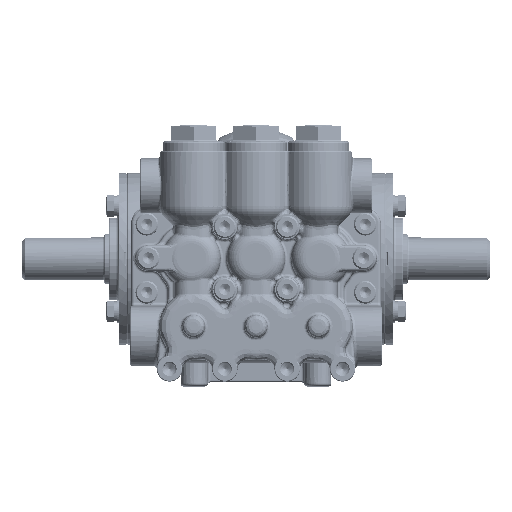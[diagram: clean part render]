
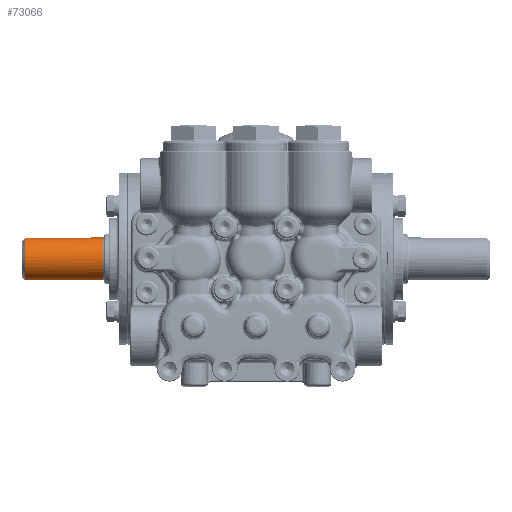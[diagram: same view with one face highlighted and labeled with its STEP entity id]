
A CAD part, top view. The second image highlights one B-rep face of the part: STEP entity #73066.
In plain terms, the highlighted cylindrical face has radius 15 mm (diameter 30 mm), a partial arc.
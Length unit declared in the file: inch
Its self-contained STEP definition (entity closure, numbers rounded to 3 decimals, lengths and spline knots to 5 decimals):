
#4540 = VECTOR ( 'NONE', #144161, 39.37008 ) ;
#4711 = CARTESIAN_POINT ( 'NONE',  ( -4.72441, 0.56917, 0.15748 ) ) ;
#5710 = VERTEX_POINT ( 'NONE', #194855 ) ;
#12650 = VERTEX_POINT ( 'NONE', #94245 ) ;
#33488 = VERTEX_POINT ( 'NONE', #205076 ) ;
#33722 = DIRECTION ( 'NONE',  ( 0., -1., 0. ) ) ;
#37604 = CIRCLE ( 'NONE', #214925, 0.59055 ) ;
#40682 = CARTESIAN_POINT ( 'NONE',  ( -4.72441, 0.56917, 0.15748 ) ) ;
#41411 = ORIENTED_EDGE ( 'NONE', *, *, #217560, .T. ) ;
#43805 = CARTESIAN_POINT ( 'NONE',  ( -4.56693, 0.59055, 0. ) ) ;
#46927 = CARTESIAN_POINT ( 'NONE',  ( -4.70383, 0.56945, 0.15647 ) ) ;
#50571 = ORIENTED_EDGE ( 'NONE', *, *, #233732, .T. ) ;
#59241 = ORIENTED_EDGE ( 'NONE', *, *, #252602, .F. ) ;
#70704 = CARTESIAN_POINT ( 'NONE',  ( -4.71408, 0.56917, 0.15748 ) ) ;
#72275 = CARTESIAN_POINT ( 'NONE',  ( -4.64546, 0.57455, 0.13665 ) ) ;
#73066 = ADVANCED_FACE ( 'NONE', ( #158975 ), #85985, .T. ) ;
#80123 = ORIENTED_EDGE ( 'NONE', *, *, #251234, .T. ) ;
#85985 = CYLINDRICAL_SURFACE ( 'NONE', #93598, 0.59055 ) ;
#89823 = CARTESIAN_POINT ( 'NONE',  ( -4.60588, 0.58133, 0.10419 ) ) ;
#93598 = AXIS2_PLACEMENT_3D ( 'NONE', #109794, #228894, #33722 ) ;
#94245 = CARTESIAN_POINT ( 'NONE',  ( -6.41732, -0.59055, 0. ) ) ;
#98154 = DIRECTION ( 'NONE',  ( 0., 1., 0. ) ) ;
#101518 = ORIENTED_EDGE ( 'NONE', *, *, #216023, .T. ) ;
#103773 = VERTEX_POINT ( 'NONE', #200838 ) ;
#109473 = B_SPLINE_CURVE_WITH_KNOTS ( 'NONE', 3,
 ( #43805, #188219, #310359, #167516, #119879, #289686, #261169, #140568, #89823, #288126, #235828, #72275, #186658, #237387, #308795, #46927, #70704, #40682 ),
 .UNSPECIFIED., .F., .F.,
 ( 4, 2, 2, 2, 2, 2, 2, 2, 4 ),
 ( 0., 0.00079, 0.00157, 0.00236, 0.00314, 0.00393, 0.00471, 0.0055, 0.00628 ),
 .UNSPECIFIED. ) ;
#109794 = CARTESIAN_POINT ( 'NONE',  ( -6.49606, 0., 0. ) ) ;
#109847 = DIRECTION ( 'NONE',  ( -1., 0., 0. ) ) ;
#119879 = CARTESIAN_POINT ( 'NONE',  ( -4.57505, 0.58843, 0.05097 ) ) ;
#121946 = CARTESIAN_POINT ( 'NONE',  ( -6.41732, 0., 0. ) ) ;
#128963 = CARTESIAN_POINT ( 'NONE',  ( -4.24409, 0., 0. ) ) ;
#134112 = AXIS2_PLACEMENT_3D ( 'NONE', #121946, #218771, #98154 ) ;
#140568 = CARTESIAN_POINT ( 'NONE',  ( -4.59926, 0.58274, 0.09614 ) ) ;
#142612 = LINE ( 'NONE', #264794, #4540 ) ;
#144161 = DIRECTION ( 'NONE',  ( 1., 0., 0. ) ) ;
#149498 = CIRCLE ( 'NONE', #134112, 0.59055 ) ;
#154350 = DIRECTION ( 'NONE',  ( 0., -1., 0. ) ) ;
#158975 = FACE_OUTER_BOUND ( 'NONE', #252084, .T. ) ;
#167516 = CARTESIAN_POINT ( 'NONE',  ( -4.57199, 0.58922, 0.04093 ) ) ;
#177722 = CARTESIAN_POINT ( 'NONE',  ( -6.49606, 0.56917, 0.15748 ) ) ;
#186658 = CARTESIAN_POINT ( 'NONE',  ( -4.65455, 0.57336, 0.14151 ) ) ;
#188219 = CARTESIAN_POINT ( 'NONE',  ( -4.56693, 0.59055, 0.01046 ) ) ;
#194855 = CARTESIAN_POINT ( 'NONE',  ( -4.56693, 0.59055, 0. ) ) ;
#197891 = ORIENTED_EDGE ( 'NONE', *, *, #244113, .T. ) ;
#200838 = CARTESIAN_POINT ( 'NONE',  ( -4.24409, -0.59055, 0. ) ) ;
#203101 = VECTOR ( 'NONE', #310961, 39.37008 ) ;
#205076 = CARTESIAN_POINT ( 'NONE',  ( -4.24409, 0.59055, 0. ) ) ;
#214190 = CARTESIAN_POINT ( 'NONE',  ( -6.49606, -0.59055, 0. ) ) ;
#214925 = AXIS2_PLACEMENT_3D ( 'NONE', #128963, #109847, #154350 ) ;
#216023 = EDGE_CURVE ( 'NONE', #5710, #231902, #109473, .T. ) ;
#216760 = VECTOR ( 'NONE', #301388, 39.37008 ) ;
#217560 = EDGE_CURVE ( 'NONE', #103773, #33488, #37604, .T. ) ;
#218771 = DIRECTION ( 'NONE',  ( 1., 0., 0. ) ) ;
#228462 = LINE ( 'NONE', #177722, #216760 ) ;
#228894 = DIRECTION ( 'NONE',  ( 1., 0., 0. ) ) ;
#231902 = VERTEX_POINT ( 'NONE', #4711 ) ;
#233732 = EDGE_CURVE ( 'NONE', #12650, #103773, #309381, .T. ) ;
#235828 = CARTESIAN_POINT ( 'NONE',  ( -4.62825, 0.57717, 0.12514 ) ) ;
#237387 = CARTESIAN_POINT ( 'NONE',  ( -4.67349, 0.57136, 0.14937 ) ) ;
#244113 = EDGE_CURVE ( 'NONE', #294997, #12650, #149498, .T. ) ;
#251234 = EDGE_CURVE ( 'NONE', #231902, #294997, #228462, .T. ) ;
#252084 = EDGE_LOOP ( 'NONE', ( #59241, #101518, #80123, #197891, #50571, #41411 ) ) ;
#252602 = EDGE_CURVE ( 'NONE', #5710, #33488, #142612, .T. ) ;
#261169 = CARTESIAN_POINT ( 'NONE',  ( -4.58782, 0.5853, 0.07905 ) ) ;
#264794 = CARTESIAN_POINT ( 'NONE',  ( -6.49606, 0.59055, 0. ) ) ;
#276112 = CARTESIAN_POINT ( 'NONE',  ( -6.41732, 0.56917, 0.15748 ) ) ;
#288126 = CARTESIAN_POINT ( 'NONE',  ( -4.62035, 0.57856, 0.11864 ) ) ;
#289686 = CARTESIAN_POINT ( 'NONE',  ( -4.58298, 0.58646, 0.07002 ) ) ;
#294997 = VERTEX_POINT ( 'NONE', #276112 ) ;
#301388 = DIRECTION ( 'NONE',  ( -1., 0., 0. ) ) ;
#308795 = CARTESIAN_POINT ( 'NONE',  ( -4.68347, 0.57055, 0.15242 ) ) ;
#309381 = LINE ( 'NONE', #214190, #203101 ) ;
#310359 = CARTESIAN_POINT ( 'NONE',  ( -4.56796, 0.59027, 0.02073 ) ) ;
#310961 = DIRECTION ( 'NONE',  ( 1., 0., 0. ) ) ;
